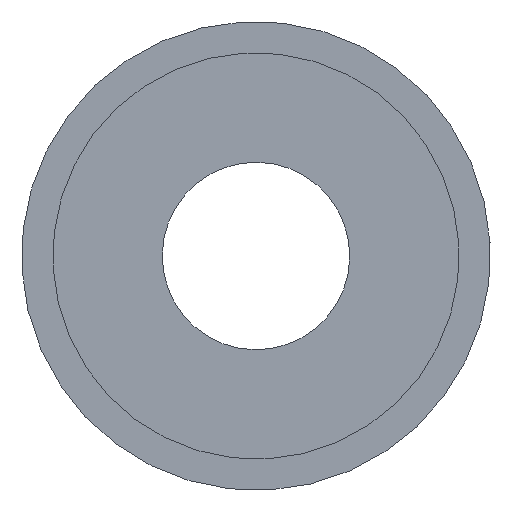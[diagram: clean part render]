
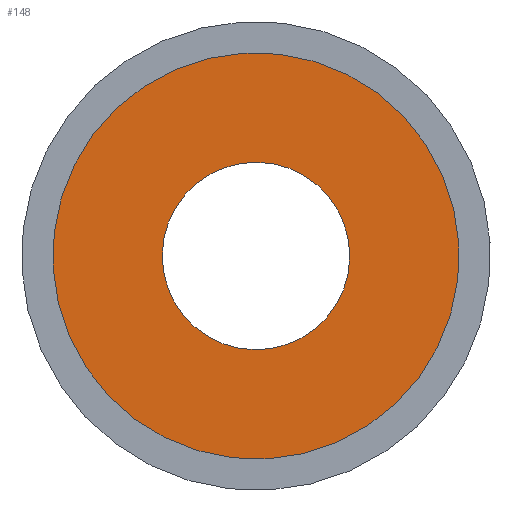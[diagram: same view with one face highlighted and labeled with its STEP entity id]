
A CAD part, front view. The second image highlights one B-rep face of the part: STEP entity #148.
In plain terms, the highlighted planar face has unit normal (0, -1, 0).
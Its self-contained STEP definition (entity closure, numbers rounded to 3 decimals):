
#23=FACE_BOUND('',#60,.T.);
#27=PLANE('',#181);
#49=FACE_OUTER_BOUND('',#59,.T.);
#59=EDGE_LOOP('',(#123));
#60=EDGE_LOOP('',(#124));
#76=CIRCLE('',#180,3.);
#77=CIRCLE('',#182,6.5);
#87=VERTEX_POINT('',#272);
#88=VERTEX_POINT('',#276);
#101=EDGE_CURVE('',#87,#87,#76,.T.);
#102=EDGE_CURVE('',#88,#88,#77,.T.);
#123=ORIENTED_EDGE('',*,*,#102,.T.);
#124=ORIENTED_EDGE('',*,*,#101,.F.);
#148=ADVANCED_FACE('',(#49,#23),#27,.F.);
#180=AXIS2_PLACEMENT_3D('',#274,#221,#222);
#181=AXIS2_PLACEMENT_3D('',#275,#223,#224);
#182=AXIS2_PLACEMENT_3D('',#277,#225,#226);
#221=DIRECTION('center_axis',(0.,-1.,0.));
#222=DIRECTION('ref_axis',(-0.514,0.,0.858));
#223=DIRECTION('center_axis',(0.,1.,0.));
#224=DIRECTION('ref_axis',(0.971,0.,-0.24));
#225=DIRECTION('center_axis',(0.,-1.,0.));
#226=DIRECTION('ref_axis',(-0.514,0.,0.858));
#272=CARTESIAN_POINT('',(2.913,0.,-0.719));
#274=CARTESIAN_POINT('Origin',(0.,0.,
0.));
#275=CARTESIAN_POINT('Origin',(-1.078,0.,-4.369));
#276=CARTESIAN_POINT('',(-2.212,0.,-6.112));
#277=CARTESIAN_POINT('Origin',(0.,0.,
0.));
